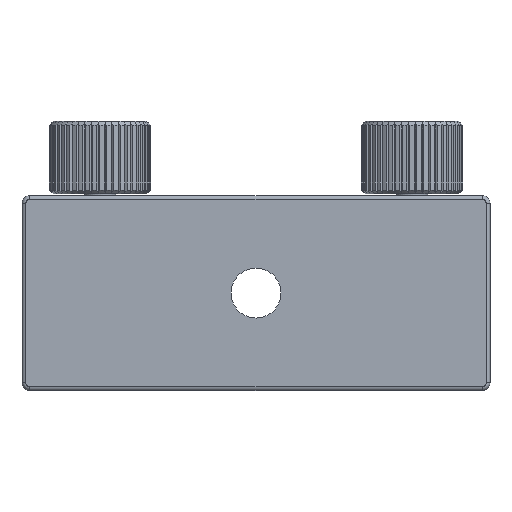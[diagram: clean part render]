
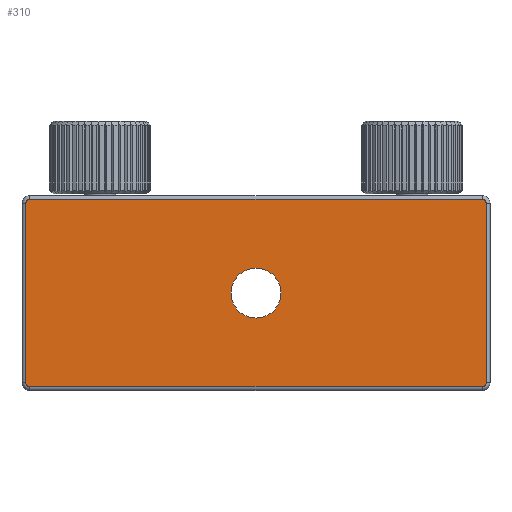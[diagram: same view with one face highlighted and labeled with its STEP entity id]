
A CAD part, front view. The second image highlights one B-rep face of the part: STEP entity #310.
In plain terms, the highlighted planar face has unit normal (0, -1, 0).
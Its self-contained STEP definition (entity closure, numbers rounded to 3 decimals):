
#310 = ADVANCED_FACE ( 'NONE', ( #3047, #5719 ), #4393, .F. ) ;
#811 = LINE ( 'NONE', #1889, #822 ) ;
#819 = CIRCLE ( 'NONE', #6152, 3.2 ) ;
#822 = VECTOR ( 'NONE', #1878, 1000. ) ;
#828 = LINE ( 'NONE', #1893, #832 ) ;
#829 = CIRCLE ( 'NONE', #2082, 0.5 ) ;
#832 = VECTOR ( 'NONE', #1899, 1000. ) ;
#834 = LINE ( 'NONE', #1910, #836 ) ;
#836 = VECTOR ( 'NONE', #1909, 1000. ) ;
#838 = CIRCLE ( 'NONE', #2084, 0.5 ) ;
#843 = CIRCLE ( 'NONE', #2086, 0.5 ) ;
#1872 = CARTESIAN_POINT ( 'NONE',  ( -16.499, -5.45, 0. ) ) ;
#1873 = DIRECTION ( 'NONE',  ( 0., 1., 0. ) ) ;
#1874 = DIRECTION ( 'NONE',  ( 0., 0., 1. ) ) ;
#1878 = DIRECTION ( 'NONE',  ( 0., 0., -1. ) ) ;
#1889 = CARTESIAN_POINT ( 'NONE',  ( -45.999, -5.45, -11.5 ) ) ;
#1893 = CARTESIAN_POINT ( 'NONE',  ( 13.501, -5.45, 12. ) ) ;
#1899 = DIRECTION ( 'NONE',  ( -1., 0., 0. ) ) ;
#1909 = DIRECTION ( 'NONE',  ( 1., 0., 0. ) ) ;
#1910 = CARTESIAN_POINT ( 'NONE',  ( 13.501, -5.45, -12. ) ) ;
#1915 = CARTESIAN_POINT ( 'NONE',  ( 12.501, -5.45, 11.5 ) ) ;
#1916 = DIRECTION ( 'NONE',  ( 0., -1., 0. ) ) ;
#1917 = DIRECTION ( 'NONE',  ( 0., 0., 1. ) ) ;
#1924 = CARTESIAN_POINT ( 'NONE',  ( 12.501, -5.45, -11.5 ) ) ;
#1925 = DIRECTION ( 'NONE',  ( 0., -1., 0. ) ) ;
#1926 = DIRECTION ( 'NONE',  ( 0., 0., 1. ) ) ;
#1932 = CARTESIAN_POINT ( 'NONE',  ( -45.499, -5.45, 11.5 ) ) ;
#1933 = DIRECTION ( 'NONE',  ( 0., -1., 0. ) ) ;
#1934 = DIRECTION ( 'NONE',  ( 0., 0., 1. ) ) ;
#2082 = AXIS2_PLACEMENT_3D ( 'NONE', #1915, #1916, #1917 ) ;
#2084 = AXIS2_PLACEMENT_3D ( 'NONE', #1924, #1925, #1926 ) ;
#2086 = AXIS2_PLACEMENT_3D ( 'NONE', #1932, #1933, #1934 ) ;
#2473 = VERTEX_POINT ( 'NONE', #6169 ) ;
#2475 = VERTEX_POINT ( 'NONE', #6177 ) ;
#2477 = VERTEX_POINT ( 'NONE', #6178 ) ;
#2478 = VERTEX_POINT ( 'NONE', #6170 ) ;
#2479 = VERTEX_POINT ( 'NONE', #6179 ) ;
#2480 = VERTEX_POINT ( 'NONE', #6180 ) ;
#2481 = VERTEX_POINT ( 'NONE', #6181 ) ;
#2482 = VERTEX_POINT ( 'NONE', #6182 ) ;
#2908 = EDGE_CURVE ( 'NONE', #2478, #2479, #3377, .T. ) ;
#2911 = EDGE_CURVE ( 'NONE', #2481, #2482, #3380, .T. ) ;
#3047 = FACE_OUTER_BOUND ( 'NONE', #8032, .T. ) ;
#3377 = CIRCLE ( 'NONE', #6042, 0.5 ) ;
#3380 = LINE ( 'NONE', #10399, #3382 ) ;
#3382 = VECTOR ( 'NONE', #10410, 1000. ) ;
#4376 = CARTESIAN_POINT ( 'NONE',  ( 13.501, -5.45, 12.5 ) ) ;
#4393 = PLANE ( 'NONE',  #5919 ) ;
#4396 = DIRECTION ( 'NONE',  ( 0., 1., 0. ) ) ;
#4398 = DIRECTION ( 'NONE',  ( 0., 0., 1. ) ) ;
#5719 = FACE_BOUND ( 'NONE', #8033, .T. ) ;
#5919 = AXIS2_PLACEMENT_3D ( 'NONE', #4376, #4396, #4398 ) ;
#6042 = AXIS2_PLACEMENT_3D ( 'NONE', #10400, #10401, #10402 ) ;
#6152 = AXIS2_PLACEMENT_3D ( 'NONE', #1872, #1873, #1874 ) ;
#6169 = CARTESIAN_POINT ( 'NONE',  ( 12.501, -5.45, 12. ) ) ;
#6170 = CARTESIAN_POINT ( 'NONE',  ( -45.999, -5.45, -11.5 ) ) ;
#6177 = CARTESIAN_POINT ( 'NONE',  ( -45.499, -5.45, 12. ) ) ;
#6178 = CARTESIAN_POINT ( 'NONE',  ( -45.999, -5.45, 11.5 ) ) ;
#6179 = CARTESIAN_POINT ( 'NONE',  ( -45.499, -5.45, -12. ) ) ;
#6180 = CARTESIAN_POINT ( 'NONE',  ( 12.501, -5.45, -12. ) ) ;
#6181 = CARTESIAN_POINT ( 'NONE',  ( 13.001, -5.45, -11.5 ) ) ;
#6182 = CARTESIAN_POINT ( 'NONE',  ( 13.001, -5.45, 11.5 ) ) ;
#7527 = VERTEX_POINT ( 'NONE', #8471 ) ;
#8032 = EDGE_LOOP ( 'NONE', ( #8759, #8762, #8763, #8764, #8765, #8766, #8767, #8768 ) ) ;
#8033 = EDGE_LOOP ( 'NONE', ( #8769 ) ) ;
#8471 = CARTESIAN_POINT ( 'NONE',  ( -16.499, -5.45, 3.2 ) ) ;
#8759 = ORIENTED_EDGE ( 'NONE', *, *, #9632, .T. ) ;
#8762 = ORIENTED_EDGE ( 'NONE', *, *, #9641, .T. ) ;
#8763 = ORIENTED_EDGE ( 'NONE', *, *, #9625, .T. ) ;
#8764 = ORIENTED_EDGE ( 'NONE', *, *, #2908, .T. ) ;
#8765 = ORIENTED_EDGE ( 'NONE', *, *, #9635, .T. ) ;
#8766 = ORIENTED_EDGE ( 'NONE', *, *, #9638, .T. ) ;
#8767 = ORIENTED_EDGE ( 'NONE', *, *, #2911, .T. ) ;
#8768 = ORIENTED_EDGE ( 'NONE', *, *, #9634, .T. ) ;
#8769 = ORIENTED_EDGE ( 'NONE', *, *, #9619, .T. ) ;
#9619 = EDGE_CURVE ( 'NONE', #7527, #7527, #819, .T. ) ;
#9625 = EDGE_CURVE ( 'NONE', #2477, #2478, #811, .T. ) ;
#9632 = EDGE_CURVE ( 'NONE', #2473, #2475, #828, .T. ) ;
#9634 = EDGE_CURVE ( 'NONE', #2482, #2473, #829, .T. ) ;
#9635 = EDGE_CURVE ( 'NONE', #2479, #2480, #834, .T. ) ;
#9638 = EDGE_CURVE ( 'NONE', #2480, #2481, #838, .T. ) ;
#9641 = EDGE_CURVE ( 'NONE', #2475, #2477, #843, .T. ) ;
#10399 = CARTESIAN_POINT ( 'NONE',  ( 13.001, -5.45, 12.5 ) ) ;
#10400 = CARTESIAN_POINT ( 'NONE',  ( -45.499, -5.45, -11.5 ) ) ;
#10401 = DIRECTION ( 'NONE',  ( 0., -1., 0. ) ) ;
#10402 = DIRECTION ( 'NONE',  ( 0., 0., 1. ) ) ;
#10410 = DIRECTION ( 'NONE',  ( 0., 0., 1. ) ) ;
